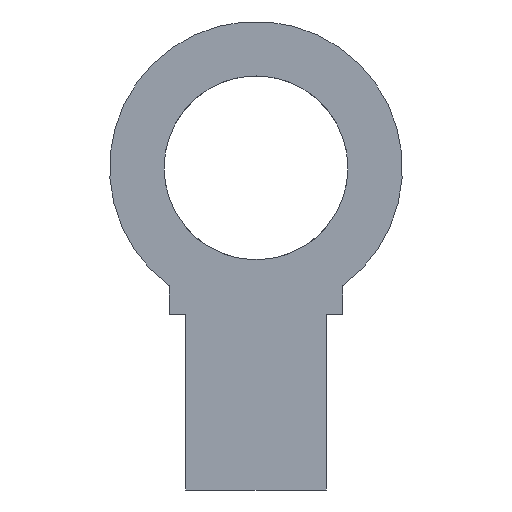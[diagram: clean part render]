
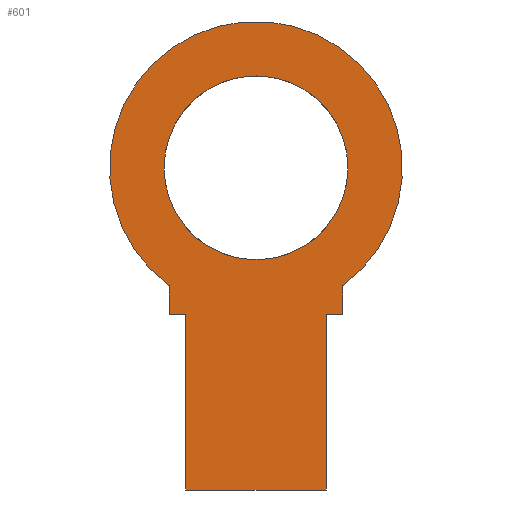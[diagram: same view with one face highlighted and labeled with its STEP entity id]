
A CAD part, front view. The second image highlights one B-rep face of the part: STEP entity #601.
In plain terms, the highlighted planar face has unit normal (0, -1, 0).
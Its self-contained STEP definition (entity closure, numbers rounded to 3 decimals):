
#20=FACE_BOUND('',#94,.T.);
#57=FACE_OUTER_BOUND('',#93,.T.);
#93=EDGE_LOOP('',(#537,#538,#539,#540,#541,#542,#543,#544));
#94=EDGE_LOOP('',(#545));
#143=LINE('',#957,#208);
#146=LINE('',#962,#211);
#149=LINE('',#970,#214);
#151=LINE('',#979,#216);
#154=LINE('',#983,#219);
#156=LINE('',#987,#221);
#159=LINE('',#997,#224);
#208=VECTOR('',#783,10.);
#211=VECTOR('',#788,10.);
#214=VECTOR('',#797,10.);
#216=VECTOR('',#805,10.);
#219=VECTOR('',#810,10.);
#221=VECTOR('',#814,10.);
#224=VECTOR('',#827,10.);
#233=CIRCLE('',#637,39.25);
#238=CIRCLE('',#652,62.5);
#273=VERTEX_POINT('',#915);
#285=VERTEX_POINT('',#955);
#286=VERTEX_POINT('',#956);
#287=VERTEX_POINT('',#961);
#288=VERTEX_POINT('',#965);
#289=VERTEX_POINT('',#969);
#292=VERTEX_POINT('',#977);
#293=VERTEX_POINT('',#978);
#294=VERTEX_POINT('',#985);
#339=EDGE_CURVE('',#273,#273,#233,.T.);
#358=EDGE_CURVE('',#285,#286,#143,.T.);
#361=EDGE_CURVE('',#286,#287,#146,.T.);
#364=EDGE_CURVE('',#288,#285,#238,.T.);
#365=EDGE_CURVE('',#289,#287,#149,.T.);
#369=EDGE_CURVE('',#292,#293,#151,.T.);
#372=EDGE_CURVE('',#293,#288,#154,.T.);
#374=EDGE_CURVE('',#294,#292,#156,.T.);
#379=EDGE_CURVE('',#294,#289,#159,.T.);
#537=ORIENTED_EDGE('',*,*,#374,.F.);
#538=ORIENTED_EDGE('',*,*,#379,.T.);
#539=ORIENTED_EDGE('',*,*,#365,.T.);
#540=ORIENTED_EDGE('',*,*,#361,.F.);
#541=ORIENTED_EDGE('',*,*,#358,.F.);
#542=ORIENTED_EDGE('',*,*,#364,.F.);
#543=ORIENTED_EDGE('',*,*,#372,.F.);
#544=ORIENTED_EDGE('',*,*,#369,.F.);
#545=ORIENTED_EDGE('',*,*,#339,.F.);
#570=PLANE('',#664);
#601=ADVANCED_FACE('',(#57,#20),#570,.F.);
#637=AXIS2_PLACEMENT_3D('',#917,#743,#744);
#652=AXIS2_PLACEMENT_3D('',#967,#793,#794);
#664=AXIS2_PLACEMENT_3D('',#998,#828,#829);
#743=DIRECTION('center_axis',(0.,-1.,0.));
#744=DIRECTION('ref_axis',(1.,0.,0.));
#783=DIRECTION('',(0.,0.,-1.));
#788=DIRECTION('',(-1.,0.,0.));
#793=DIRECTION('center_axis',(0.,1.,0.));
#794=DIRECTION('ref_axis',(1.,0.,0.));
#797=DIRECTION('',(0.,0.,1.));
#805=DIRECTION('',(-1.,0.,0.));
#810=DIRECTION('',(0.,0.,1.));
#814=DIRECTION('',(0.,0.,1.));
#827=DIRECTION('',(1.,0.,0.));
#828=DIRECTION('center_axis',(0.,1.,0.));
#829=DIRECTION('ref_axis',(1.,0.,0.));
#915=CARTESIAN_POINT('',(-39.25,0.,0.));
#917=CARTESIAN_POINT('Origin',(0.,0.,0.));
#955=CARTESIAN_POINT('',(37.,0.,-50.371));
#956=CARTESIAN_POINT('',(37.,0.,-62.5));
#957=CARTESIAN_POINT('',(37.,0.,-59.468));
#961=CARTESIAN_POINT('',(30.,0.,-62.5));
#962=CARTESIAN_POINT('',(15.,0.,-62.5));
#965=CARTESIAN_POINT('',(-37.,0.,-50.371));
#967=CARTESIAN_POINT('Origin',(0.,0.,0.));
#969=CARTESIAN_POINT('',(30.,0.,-137.5));
#970=CARTESIAN_POINT('',(30.,0.,-62.5));
#977=CARTESIAN_POINT('',(-30.,0.,-62.5));
#978=CARTESIAN_POINT('',(-37.,0.,-62.5));
#979=CARTESIAN_POINT('',(-18.5,0.,-62.5));
#983=CARTESIAN_POINT('',(-37.,0.,-53.403));
#985=CARTESIAN_POINT('',(-30.,0.,-137.5));
#987=CARTESIAN_POINT('',(-30.,0.,-62.5));
#997=CARTESIAN_POINT('',(-30.,0.,-137.5));
#998=CARTESIAN_POINT('Origin',(0.,0.,0.));
